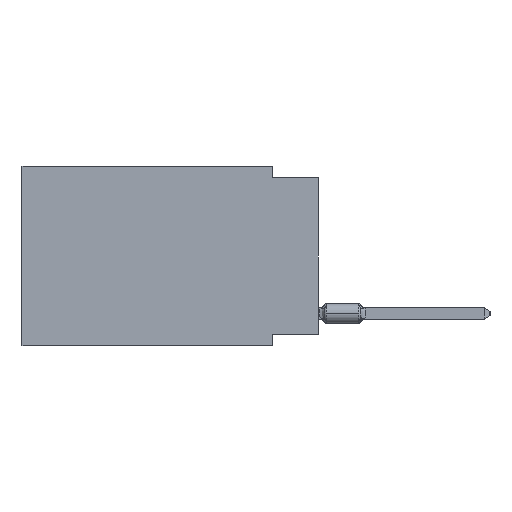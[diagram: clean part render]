
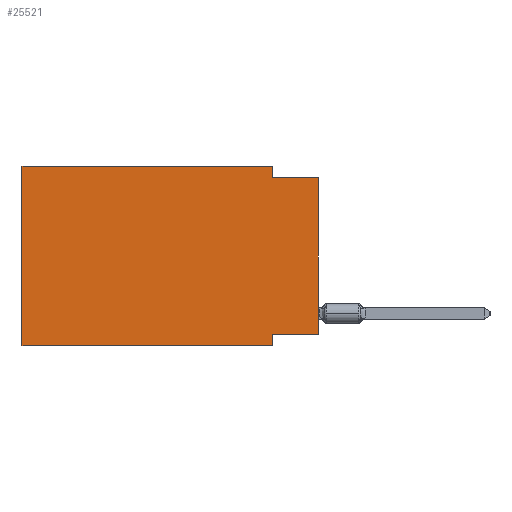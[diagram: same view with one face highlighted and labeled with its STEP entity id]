
A CAD part, left-side view. The second image highlights one B-rep face of the part: STEP entity #25521.
In plain terms, the highlighted planar face has unit normal (-1, 0, 0).
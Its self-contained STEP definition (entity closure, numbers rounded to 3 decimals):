
#378 = DIRECTION ( 'NONE',  ( 0., 0., -1. ) ) ;
#544 = LINE ( 'NONE', #14769, #23490 ) ;
#775 = CARTESIAN_POINT ( 'NONE',  ( 0., 2.54, -9.906 ) ) ;
#1369 = EDGE_CURVE ( 'NONE', #3332, #26899, #4993, .T. ) ;
#1517 = VECTOR ( 'NONE', #27619, 1000. ) ;
#2170 = VERTEX_POINT ( 'NONE', #17420 ) ;
#2408 = CARTESIAN_POINT ( 'NONE',  ( 0., 16.383, -9.906 ) ) ;
#3332 = VERTEX_POINT ( 'NONE', #2408 ) ;
#3342 = EDGE_CURVE ( 'NONE', #26822, #3835, #544, .T. ) ;
#3835 = VERTEX_POINT ( 'NONE', #24175 ) ;
#4708 = CARTESIAN_POINT ( 'NONE',  ( 0., 2.54, 0. ) ) ;
#4936 = DIRECTION ( 'NONE',  ( 0., 0., 1. ) ) ;
#4993 = LINE ( 'NONE', #14428, #6085 ) ;
#5553 = DIRECTION ( 'NONE',  ( 0., 0., -1. ) ) ;
#5640 = DIRECTION ( 'NONE',  ( 0., -1., 0. ) ) ;
#5851 = DIRECTION ( 'NONE',  ( 0., -1., 0. ) ) ;
#6004 = ORIENTED_EDGE ( 'NONE', *, *, #10124, .T. ) ;
#6085 = VECTOR ( 'NONE', #21715, 1000. ) ;
#6500 = DIRECTION ( 'NONE',  ( 1., 0., 0. ) ) ;
#7976 = VECTOR ( 'NONE', #5851, 1000. ) ;
#8895 = VECTOR ( 'NONE', #14245, 1000. ) ;
#9733 = ORIENTED_EDGE ( 'NONE', *, *, #1369, .T. ) ;
#10124 = EDGE_CURVE ( 'NONE', #14259, #3835, #18193, .T. ) ;
#10414 = EDGE_LOOP ( 'NONE', ( #6004, #13311, #29264, #22260, #17922, #9733, #27401, #21584 ) ) ;
#10621 = VECTOR ( 'NONE', #378, 1000. ) ;
#11185 = VERTEX_POINT ( 'NONE', #14685 ) ;
#11614 = LINE ( 'NONE', #13792, #8895 ) ;
#13311 = ORIENTED_EDGE ( 'NONE', *, *, #3342, .F. ) ;
#13495 = VERTEX_POINT ( 'NONE', #19217 ) ;
#13629 = DIRECTION ( 'NONE',  ( 0., 0., -1. ) ) ;
#13792 = CARTESIAN_POINT ( 'NONE',  ( 0., 0., -9.271 ) ) ;
#14245 = DIRECTION ( 'NONE',  ( 0., 1., 0. ) ) ;
#14259 = VERTEX_POINT ( 'NONE', #14711 ) ;
#14428 = CARTESIAN_POINT ( 'NONE',  ( 0., 16.383, -9.906 ) ) ;
#14685 = CARTESIAN_POINT ( 'NONE',  ( 0., 16.383, 0. ) ) ;
#14711 = CARTESIAN_POINT ( 'NONE',  ( 0., 0., -9.271 ) ) ;
#14769 = CARTESIAN_POINT ( 'NONE',  ( 0., 0., -0.635 ) ) ;
#14857 = EDGE_CURVE ( 'NONE', #11185, #13495, #27517, .T. ) ;
#16466 = EDGE_CURVE ( 'NONE', #13495, #26822, #16921, .T. ) ;
#16720 = LINE ( 'NONE', #26152, #20483 ) ;
#16921 = LINE ( 'NONE', #4708, #10621 ) ;
#16996 = AXIS2_PLACEMENT_3D ( 'NONE', #23378, #6500, #13629 ) ;
#17420 = CARTESIAN_POINT ( 'NONE',  ( 0., 2.54, -9.271 ) ) ;
#17646 = LINE ( 'NONE', #775, #18015 ) ;
#17922 = ORIENTED_EDGE ( 'NONE', *, *, #25652, .F. ) ;
#18015 = VECTOR ( 'NONE', #5553, 1000. ) ;
#18193 = LINE ( 'NONE', #30098, #1517 ) ;
#18602 = CARTESIAN_POINT ( 'NONE',  ( 0., 2.54, -9.906 ) ) ;
#18750 = CARTESIAN_POINT ( 'NONE',  ( 0., 2.54, -0.635 ) ) ;
#19217 = CARTESIAN_POINT ( 'NONE',  ( 0., 2.54, 0. ) ) ;
#20483 = VECTOR ( 'NONE', #4936, 1000. ) ;
#21584 = ORIENTED_EDGE ( 'NONE', *, *, #22054, .F. ) ;
#21715 = DIRECTION ( 'NONE',  ( 0., -1., 0. ) ) ;
#22054 = EDGE_CURVE ( 'NONE', #14259, #2170, #11614, .T. ) ;
#22260 = ORIENTED_EDGE ( 'NONE', *, *, #14857, .F. ) ;
#22923 = PLANE ( 'NONE',  #16996 ) ;
#23378 = CARTESIAN_POINT ( 'NONE',  ( 0., 16.383, 0. ) ) ;
#23490 = VECTOR ( 'NONE', #5640, 1000. ) ;
#24175 = CARTESIAN_POINT ( 'NONE',  ( 0., 0., -0.635 ) ) ;
#24883 = CARTESIAN_POINT ( 'NONE',  ( 0., 16.383, 0. ) ) ;
#25521 = ADVANCED_FACE ( 'NONE', ( #27706 ), #22923, .F. ) ;
#25652 = EDGE_CURVE ( 'NONE', #3332, #11185, #16720, .T. ) ;
#26152 = CARTESIAN_POINT ( 'NONE',  ( 0., 16.383, 0. ) ) ;
#26822 = VERTEX_POINT ( 'NONE', #18750 ) ;
#26899 = VERTEX_POINT ( 'NONE', #18602 ) ;
#27401 = ORIENTED_EDGE ( 'NONE', *, *, #28336, .F. ) ;
#27517 = LINE ( 'NONE', #24883, #7976 ) ;
#27619 = DIRECTION ( 'NONE',  ( 0., 0., 1. ) ) ;
#27706 = FACE_OUTER_BOUND ( 'NONE', #10414, .T. ) ;
#28336 = EDGE_CURVE ( 'NONE', #2170, #26899, #17646, .T. ) ;
#29264 = ORIENTED_EDGE ( 'NONE', *, *, #16466, .F. ) ;
#30098 = CARTESIAN_POINT ( 'NONE',  ( 0., 0., 0. ) ) ;
